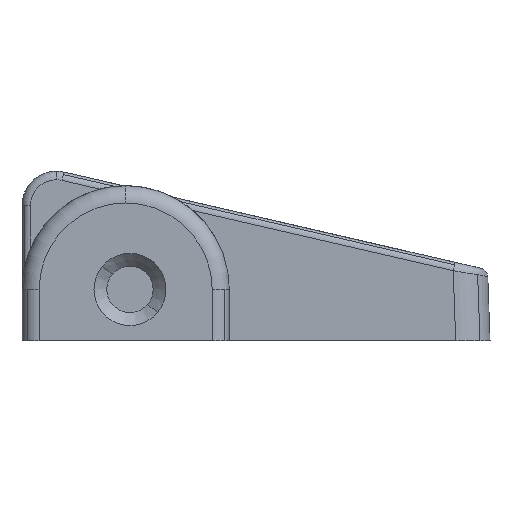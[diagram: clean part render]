
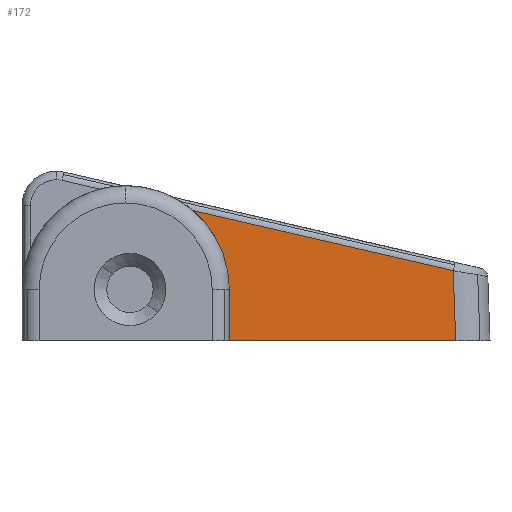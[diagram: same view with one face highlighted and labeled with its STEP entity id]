
A CAD part, left-side view. The second image highlights one B-rep face of the part: STEP entity #172.
In plain terms, the highlighted planar face has unit normal (-1, 0, 0).
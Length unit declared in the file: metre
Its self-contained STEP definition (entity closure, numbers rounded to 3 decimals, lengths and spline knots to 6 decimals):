
#172=ADVANCED_FACE('1:5009',(#484),#485,.F.);
#484=FACE_OUTER_BOUND('',#5272,.T.);
#485=PLANE('',#5273);
#5272=EDGE_LOOP('',(#9056,#9057,#9058,#9059,#9060));
#5273=AXIS2_PLACEMENT_3D('',#9061,#9062,#9063);
#9056=ORIENTED_EDGE('',*,*,#9754,.F.);
#9057=ORIENTED_EDGE('',*,*,#9996,.F.);
#9058=ORIENTED_EDGE('',*,*,#9997,.F.);
#9059=ORIENTED_EDGE('',*,*,#9998,.T.);
#9060=ORIENTED_EDGE('',*,*,#9994,.F.);
#9061=CARTESIAN_POINT('',(-0.045307,-0.038151,-0.038276));
#9062=DIRECTION('',(1.0,0.,0.));
#9063=DIRECTION('',(0.,0.899,0.438));
#9754=EDGE_CURVE('1:5705',#10377,#10379,#10380,.T.);
#9994=EDGE_CURVE('1:5729',#10379,#10752,#10753,.T.);
#9996=EDGE_CURVE('1:5735',#10755,#10377,#10756,.F.);
#9997=EDGE_CURVE('1:5738',#10757,#10755,#10758,.T.);
#9998=EDGE_CURVE('1:5741',#10757,#10752,#10759,.T.);
#10377=VERTEX_POINT('',#11459);
#10379=VERTEX_POINT('',#11464);
#10380=LINE('',#11465,#11466);
#10752=VERTEX_POINT('',#12156);
#10753=LINE('',#12157,#12158);
#10755=VERTEX_POINT('',#12160);
#10756=CIRCLE('',#12161,0.006043);
#10757=VERTEX_POINT('',#12162);
#10758=LINE('',#12163,#12164);
#10759=LINE('',#12165,#12166);
#11459=CARTESIAN_POINT('',(-0.045307,-0.060451,0.076467));
#11464=CARTESIAN_POINT('',(-0.045307,-0.075614,0.072967));
#11465=CARTESIAN_POINT('',(-0.045307,-0.064634,0.075502));
#11466=VECTOR('',#12790,1.0);
#12156=CARTESIAN_POINT('',(-0.045307,-0.075757,0.068885));
#12157=CARTESIAN_POINT('',(-0.045307,-0.078024,0.003954));
#12158=VECTOR('',#13278,1.0);
#12160=CARTESIAN_POINT('',(-0.045307,-0.062563,0.071878));
#12161=AXIS2_PLACEMENT_3D('',#13282,#13283,#13284);
#12162=CARTESIAN_POINT('',(-0.045307,-0.062563,0.068885));
#12163=CARTESIAN_POINT('',(-0.045307,-0.062563,0.014103));
#12164=VECTOR('',#13285,1.0);
#12165=CARTESIAN_POINT('',(-0.045307,-0.042766,0.068885));
#12166=VECTOR('',#13286,1.0);
#12790=DIRECTION('',(0.,-0.974,-0.225));
#13278=DIRECTION('',(0.,-0.035,-0.999));
#13282=CARTESIAN_POINT('',(-0.045307,-0.05652,0.071878));
#13283=DIRECTION('',(1.0,0.,0.));
#13284=DIRECTION('',(0.,-1.0,0.));
#13285=DIRECTION('',(0.,0.,1.0));
#13286=DIRECTION('',(0.,-1.0,0.));
